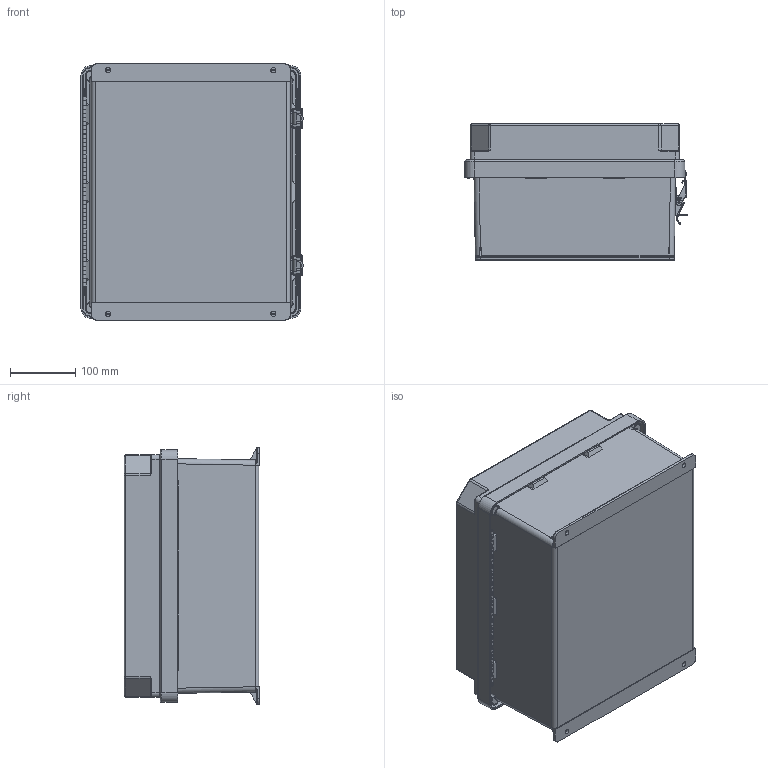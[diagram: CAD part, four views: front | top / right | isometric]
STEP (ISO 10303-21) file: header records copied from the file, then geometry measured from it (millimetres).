
FILE_DESCRIPTION (( 'STEP AP214' ), '1' );
FILE_NAME ('NBBW141207.STEP', '2018-06-29T13:30:54', ( '' ), ( '' ), 'SwSTEP 2.0', 'SolidWorks 2017', '' );
FILE_SCHEMA (( 'AUTOMOTIVE_DESIGN' ));
Length unit declared in the file: inch
Products named in the file (6): NBW141207-Lid; NB141207-DoorClasp-2; NB141207-Hinge; NBBW141207; NB141207-DoorClasp-1; NB141207-Box
Assembly tree (8 placements, depth 2):
  NBBW141207
    NB141207-Box
    NB141207-Hinge  x2
    NBW141207-Lid
    NB141207-DoorClasp-1  x2
    NB141207-DoorClasp-2  x2
Bounding box: 341.9 x 209 x 394 mm (x, y, z)
Volume: 1720889.7 mm3; surface area: 1001968 mm2
Topology: 14 solids, 14 shells, 1561 faces, 4102 edges, 2560 vertices
Faces by surface type: cylinder 720, plane 537, bspline 148, torus 128, cone 20, sphere 8
Entity records: 40030 total; most frequent: CARTESIAN_POINT 12234, ORIENTED_EDGE 5980, DIRECTION 5606, EDGE_CURVE 2990, AXIS2_PLACEMENT_3D 2073, VERTEX_POINT 1845, VECTOR 1460, LINE 1460
